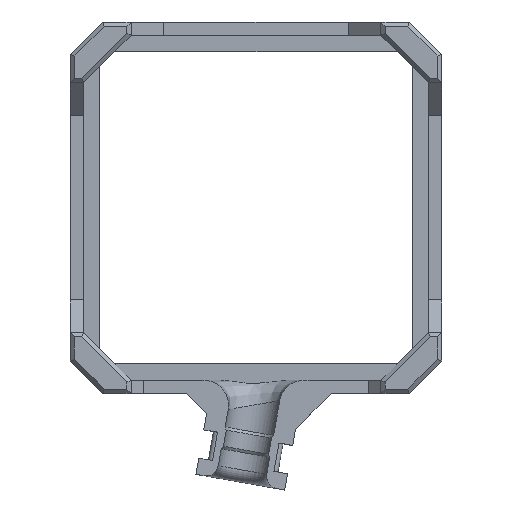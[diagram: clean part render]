
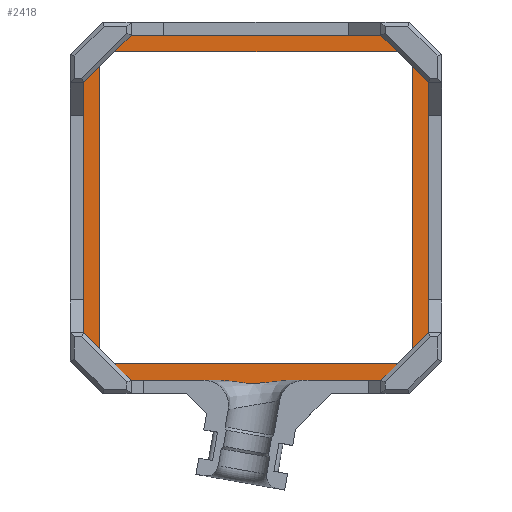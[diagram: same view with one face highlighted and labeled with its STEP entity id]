
A CAD part, top view. The second image highlights one B-rep face of the part: STEP entity #2418.
In plain terms, the highlighted planar face has unit normal (0, 0, 1).
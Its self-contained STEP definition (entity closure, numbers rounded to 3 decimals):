
#29=B_SPLINE_CURVE_WITH_KNOTS('',3,(#3767,#3768,#3769,#3770,#3771,#3772,
#3773,#3774,#3775,#3776,#3777,#3778,#3779,#3780,#3781,#3782,#3783,#3784,
#3785,#3786),.UNSPECIFIED.,.F.,.F.,(4,2,2,2,2,2,2,2,2,4),(0.,0.207,
0.354,0.404,0.435,0.463,
0.5,0.572,0.67,0.842),
 .UNSPECIFIED.);
#43=FACE_BOUND('',#289,.T.);
#155=FACE_OUTER_BOUND('',#288,.T.);
#288=EDGE_LOOP('',(#2065,#2066,#2067,#2068,#2069,#2070,#2071,#2072,#2073,
#2074));
#289=EDGE_LOOP('',(#2075,#2076,#2077,#2078,#2079,#2080,#2081,#2082));
#335=LINE('',#3268,#657);
#338=LINE('',#3273,#660);
#340=LINE('',#3277,#662);
#342=LINE('',#3281,#664);
#545=LINE('',#3795,#867);
#595=LINE('',#3909,#917);
#596=LINE('',#3911,#918);
#597=LINE('',#3913,#919);
#598=LINE('',#3915,#920);
#599=LINE('',#3917,#921);
#600=LINE('',#3919,#922);
#601=LINE('',#3921,#923);
#602=LINE('',#3922,#924);
#603=LINE('',#3925,#925);
#604=LINE('',#3927,#926);
#605=LINE('',#3928,#927);
#606=LINE('',#3929,#928);
#657=VECTOR('',#2644,10.);
#660=VECTOR('',#2649,10.);
#662=VECTOR('',#2653,10.);
#664=VECTOR('',#2657,10.);
#867=VECTOR('',#3010,10.);
#917=VECTOR('',#3138,10.);
#918=VECTOR('',#3139,10.);
#919=VECTOR('',#3140,10.);
#920=VECTOR('',#3141,10.);
#921=VECTOR('',#3142,10.);
#922=VECTOR('',#3143,10.);
#923=VECTOR('',#3144,10.);
#924=VECTOR('',#3145,10.);
#925=VECTOR('',#3146,10.);
#926=VECTOR('',#3147,10.);
#927=VECTOR('',#3148,10.);
#928=VECTOR('',#3149,10.);
#970=VERTEX_POINT('',#3265);
#971=VERTEX_POINT('',#3267);
#972=VERTEX_POINT('',#3271);
#973=VERTEX_POINT('',#3275);
#974=VERTEX_POINT('',#3279);
#1119=VERTEX_POINT('',#3765);
#1120=VERTEX_POINT('',#3766);
#1122=VERTEX_POINT('',#3793);
#1147=VERTEX_POINT('',#3908);
#1148=VERTEX_POINT('',#3910);
#1149=VERTEX_POINT('',#3912);
#1150=VERTEX_POINT('',#3914);
#1151=VERTEX_POINT('',#3916);
#1152=VERTEX_POINT('',#3918);
#1153=VERTEX_POINT('',#3920);
#1154=VERTEX_POINT('',#3923);
#1155=VERTEX_POINT('',#3924);
#1156=VERTEX_POINT('',#3926);
#1189=EDGE_CURVE('',#971,#970,#335,.T.);
#1192=EDGE_CURVE('',#970,#972,#338,.T.);
#1194=EDGE_CURVE('',#972,#973,#340,.T.);
#1196=EDGE_CURVE('',#973,#974,#342,.T.);
#1405=EDGE_CURVE('',#1119,#1120,#29,.T.);
#1411=EDGE_CURVE('',#1122,#1120,#545,.T.);
#1467=EDGE_CURVE('',#1147,#1122,#595,.T.);
#1468=EDGE_CURVE('',#1148,#1147,#596,.T.);
#1469=EDGE_CURVE('',#1149,#1148,#597,.T.);
#1470=EDGE_CURVE('',#1150,#1149,#598,.T.);
#1471=EDGE_CURVE('',#1151,#1150,#599,.T.);
#1472=EDGE_CURVE('',#1152,#1151,#600,.T.);
#1473=EDGE_CURVE('',#1153,#1152,#601,.T.);
#1474=EDGE_CURVE('',#1119,#1153,#602,.T.);
#1475=EDGE_CURVE('',#1154,#1155,#603,.T.);
#1476=EDGE_CURVE('',#1155,#1156,#604,.T.);
#1477=EDGE_CURVE('',#1156,#971,#605,.T.);
#1478=EDGE_CURVE('',#974,#1154,#606,.T.);
#2065=ORIENTED_EDGE('',*,*,#1411,.F.);
#2066=ORIENTED_EDGE('',*,*,#1467,.F.);
#2067=ORIENTED_EDGE('',*,*,#1468,.F.);
#2068=ORIENTED_EDGE('',*,*,#1469,.F.);
#2069=ORIENTED_EDGE('',*,*,#1470,.F.);
#2070=ORIENTED_EDGE('',*,*,#1471,.F.);
#2071=ORIENTED_EDGE('',*,*,#1472,.F.);
#2072=ORIENTED_EDGE('',*,*,#1473,.F.);
#2073=ORIENTED_EDGE('',*,*,#1474,.F.);
#2074=ORIENTED_EDGE('',*,*,#1405,.T.);
#2075=ORIENTED_EDGE('',*,*,#1475,.T.);
#2076=ORIENTED_EDGE('',*,*,#1476,.T.);
#2077=ORIENTED_EDGE('',*,*,#1477,.T.);
#2078=ORIENTED_EDGE('',*,*,#1189,.T.);
#2079=ORIENTED_EDGE('',*,*,#1192,.T.);
#2080=ORIENTED_EDGE('',*,*,#1194,.T.);
#2081=ORIENTED_EDGE('',*,*,#1196,.T.);
#2082=ORIENTED_EDGE('',*,*,#1478,.T.);
#2286=PLANE('',#2578);
#2418=ADVANCED_FACE('',(#155,#43),#2286,.T.);
#2578=AXIS2_PLACEMENT_3D('',#3907,#3136,#3137);
#2644=DIRECTION('',(-0.707,-0.707,0.));
#2649=DIRECTION('',(-1.,0.,0.));
#2653=DIRECTION('',(-0.707,0.707,0.));
#2657=DIRECTION('',(0.,1.,0.));
#3010=DIRECTION('',(-1.,0.,0.));
#3136=DIRECTION('center_axis',(0.,0.,1.));
#3137=DIRECTION('ref_axis',(1.,0.,0.));
#3138=DIRECTION('',(-0.707,-0.707,0.));
#3139=DIRECTION('',(0.,-1.,0.));
#3140=DIRECTION('',(0.707,-0.707,0.));
#3141=DIRECTION('',(1.,0.,0.));
#3142=DIRECTION('',(0.707,0.707,0.));
#3143=DIRECTION('',(0.,1.,0.));
#3144=DIRECTION('',(-0.707,0.707,0.));
#3145=DIRECTION('',(-1.,0.,0.));
#3146=DIRECTION('',(1.,0.,0.));
#3147=DIRECTION('',(0.707,-0.707,0.));
#3148=DIRECTION('',(0.,-1.,0.));
#3149=DIRECTION('',(0.707,0.707,0.));
#3265=CARTESIAN_POINT('',(38.222,2.,0.));
#3267=CARTESIAN_POINT('',(40.05,3.828,0.));
#3268=CARTESIAN_POINT('',(40.05,3.828,0.));
#3271=CARTESIAN_POINT('',(3.828,2.,0.));
#3273=CARTESIAN_POINT('',(38.222,2.,0.));
#3275=CARTESIAN_POINT('',(2.,3.828,0.));
#3277=CARTESIAN_POINT('',(3.828,2.,0.));
#3279=CARTESIAN_POINT('',(2.,38.222,0.));
#3281=CARTESIAN_POINT('',(2.,3.828,0.));
#3765=CARTESIAN_POINT('',(16.748,0.,0.));
#3766=CARTESIAN_POINT('',(24.808,0.,0.));
#3767=CARTESIAN_POINT('Ctrl Pts',(16.748,0.,
0.));
#3768=CARTESIAN_POINT('Ctrl Pts',(17.438,0.,
0.));
#3769=CARTESIAN_POINT('Ctrl Pts',(18.109,-0.102,0.));
#3770=CARTESIAN_POINT('Ctrl Pts',(19.208,-0.271,0.));
#3771=CARTESIAN_POINT('Ctrl Pts',(19.653,-0.34,0.));
#3772=CARTESIAN_POINT('Ctrl Pts',(20.275,-0.388,0.));
#3773=CARTESIAN_POINT('Ctrl Pts',(20.431,-0.396,0.));
#3774=CARTESIAN_POINT('Ctrl Pts',(20.686,-0.402,0.));
#3775=CARTESIAN_POINT('Ctrl Pts',(20.783,-0.403,0.));
#3776=CARTESIAN_POINT('Ctrl Pts',(20.971,-0.4,0.));
#3777=CARTESIAN_POINT('Ctrl Pts',(21.06,-0.398,0.));
#3778=CARTESIAN_POINT('Ctrl Pts',(21.267,-0.388,0.));
#3779=CARTESIAN_POINT('Ctrl Pts',(21.383,-0.381,0.));
#3780=CARTESIAN_POINT('Ctrl Pts',(21.728,-0.352,0.));
#3781=CARTESIAN_POINT('Ctrl Pts',(21.952,-0.325,0.));
#3782=CARTESIAN_POINT('Ctrl Pts',(22.489,-0.251,0.));
#3783=CARTESIAN_POINT('Ctrl Pts',(22.795,-0.202,0.));
#3784=CARTESIAN_POINT('Ctrl Pts',(23.652,-0.074,
0.));
#3785=CARTESIAN_POINT('Ctrl Pts',(24.222,0.,
0.));
#3786=CARTESIAN_POINT('Ctrl Pts',(24.808,0.,
0.));
#3793=CARTESIAN_POINT('',(39.05,0.,0.));
#3795=CARTESIAN_POINT('',(3.,0.,0.));
#3907=CARTESIAN_POINT('Origin',(21.025,21.025,0.));
#3908=CARTESIAN_POINT('',(42.05,3.,0.));
#3909=CARTESIAN_POINT('',(39.05,0.,0.));
#3910=CARTESIAN_POINT('',(42.05,39.05,0.));
#3911=CARTESIAN_POINT('',(42.05,3.,0.));
#3912=CARTESIAN_POINT('',(39.05,42.05,0.));
#3913=CARTESIAN_POINT('',(42.05,39.05,0.));
#3914=CARTESIAN_POINT('',(3.,42.05,0.));
#3915=CARTESIAN_POINT('',(39.05,42.05,0.));
#3916=CARTESIAN_POINT('',(0.,39.05,0.));
#3917=CARTESIAN_POINT('',(3.,42.05,0.));
#3918=CARTESIAN_POINT('',(0.,3.,0.));
#3919=CARTESIAN_POINT('',(0.,39.05,0.));
#3920=CARTESIAN_POINT('',(3.,0.,0.));
#3921=CARTESIAN_POINT('',(0.,3.,0.));
#3922=CARTESIAN_POINT('',(3.,0.,0.));
#3923=CARTESIAN_POINT('',(3.828,40.05,0.));
#3924=CARTESIAN_POINT('',(38.222,40.05,0.));
#3925=CARTESIAN_POINT('',(3.828,40.05,0.));
#3926=CARTESIAN_POINT('',(40.05,38.222,0.));
#3927=CARTESIAN_POINT('',(38.222,40.05,0.));
#3928=CARTESIAN_POINT('',(40.05,38.222,0.));
#3929=CARTESIAN_POINT('',(2.,38.222,0.));
